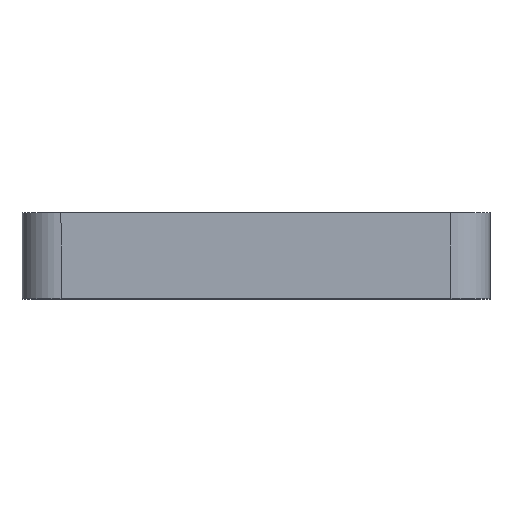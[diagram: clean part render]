
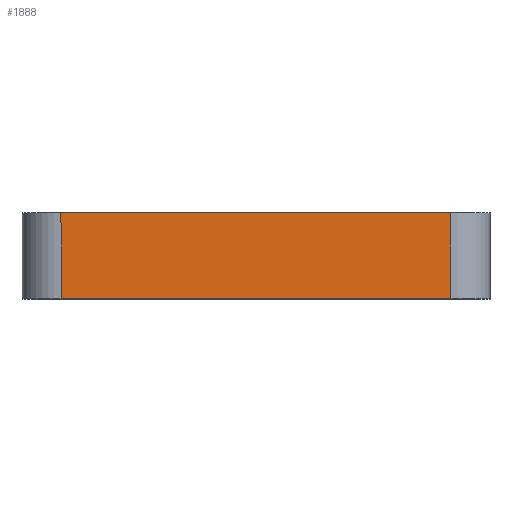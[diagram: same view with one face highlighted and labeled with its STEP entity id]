
A CAD part, top view. The second image highlights one B-rep face of the part: STEP entity #1888.
In plain terms, the highlighted planar face has unit normal (0, 0, 1).
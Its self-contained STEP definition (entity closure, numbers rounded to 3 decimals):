
#284 = ORIENTED_EDGE ( 'NONE', *, *, #1035, .T. ) ;
#305 = EDGE_LOOP ( 'NONE', ( #568, #284, #1489, #1555 ) ) ;
#323 = VECTOR ( 'NONE', #4064, 1000. ) ;
#492 = CARTESIAN_POINT ( 'NONE',  ( -30., -10., 30. ) ) ;
#568 = ORIENTED_EDGE ( 'NONE', *, *, #1358, .T. ) ;
#819 = DIRECTION ( 'NONE',  ( -1., 0., 0. ) ) ;
#844 = EDGE_CURVE ( 'NONE', #3412, #1562, #2386, .T. ) ;
#1035 = EDGE_CURVE ( 'NONE', #3421, #3412, #1907, .T. ) ;
#1145 = LINE ( 'NONE', #2645, #3933 ) ;
#1157 = PLANE ( 'NONE',  #3368 ) ;
#1226 = EDGE_CURVE ( 'NONE', #1562, #3866, #1635, .T. ) ;
#1306 = CARTESIAN_POINT ( 'NONE',  ( 25., 1., 30. ) ) ;
#1358 = EDGE_CURVE ( 'NONE', #3866, #3421, #1145, .T. ) ;
#1489 = ORIENTED_EDGE ( 'NONE', *, *, #844, .T. ) ;
#1555 = ORIENTED_EDGE ( 'NONE', *, *, #1226, .T. ) ;
#1562 = VERTEX_POINT ( 'NONE', #2979 ) ;
#1635 = LINE ( 'NONE', #492, #323 ) ;
#1793 = DIRECTION ( 'NONE',  ( 0., -1., 0. ) ) ;
#1888 = ADVANCED_FACE ( 'NONE', ( #3957 ), #1157, .F. ) ;
#1907 = LINE ( 'NONE', #2749, #2251 ) ;
#2251 = VECTOR ( 'NONE', #2845, 1000. ) ;
#2348 = CARTESIAN_POINT ( 'NONE',  ( -30., 10., 30. ) ) ;
#2386 = LINE ( 'NONE', #2620, #3576 ) ;
#2620 = CARTESIAN_POINT ( 'NONE',  ( -25., 10., 30. ) ) ;
#2633 = DIRECTION ( 'NONE',  ( 0., 1., 0. ) ) ;
#2645 = CARTESIAN_POINT ( 'NONE',  ( 25., 10., 30. ) ) ;
#2749 = CARTESIAN_POINT ( 'NONE',  ( -30., 1., 30. ) ) ;
#2845 = DIRECTION ( 'NONE',  ( -1., 0., 0. ) ) ;
#2979 = CARTESIAN_POINT ( 'NONE',  ( -25., -10., 30. ) ) ;
#3368 = AXIS2_PLACEMENT_3D ( 'NONE', #2348, #3625, #819 ) ;
#3412 = VERTEX_POINT ( 'NONE', #4104 ) ;
#3421 = VERTEX_POINT ( 'NONE', #1306 ) ;
#3576 = VECTOR ( 'NONE', #1793, 1000. ) ;
#3625 = DIRECTION ( 'NONE',  ( 0., 0., -1. ) ) ;
#3866 = VERTEX_POINT ( 'NONE', #4149 ) ;
#3933 = VECTOR ( 'NONE', #2633, 1000. ) ;
#3957 = FACE_OUTER_BOUND ( 'NONE', #305, .T. ) ;
#4064 = DIRECTION ( 'NONE',  ( 1., 0., 0. ) ) ;
#4104 = CARTESIAN_POINT ( 'NONE',  ( -25., 1., 30. ) ) ;
#4149 = CARTESIAN_POINT ( 'NONE',  ( 25., -10., 30. ) ) ;
